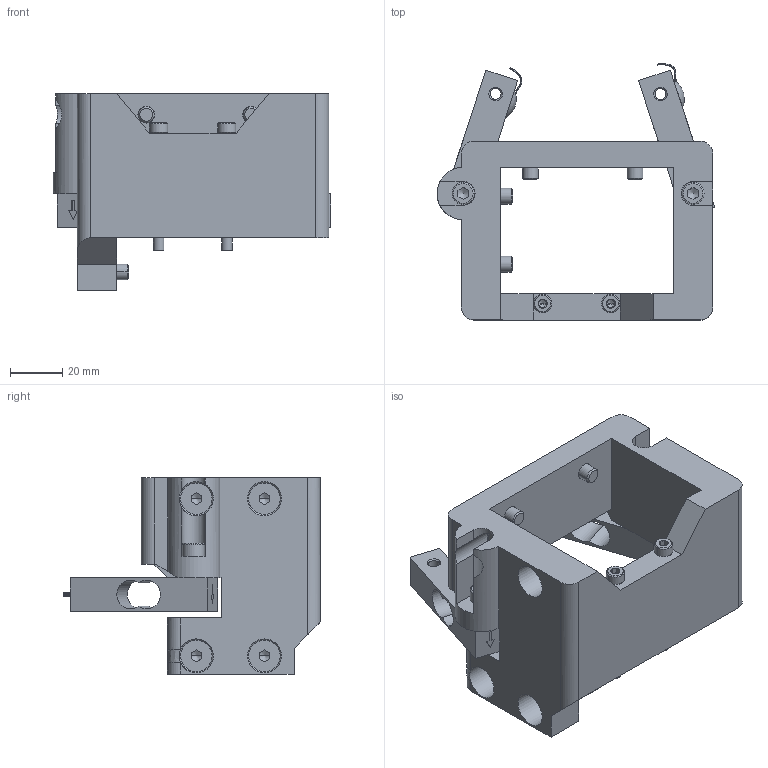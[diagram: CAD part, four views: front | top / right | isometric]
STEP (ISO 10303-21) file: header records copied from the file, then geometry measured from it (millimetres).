
FILE_DESCRIPTION(('FreeCAD Model'),'2;1');
FILE_NAME('Open CASCADE Shape Model','2023-12-29T12:10:30',(''),(''), 'Open CASCADE STEP processor 7.6','FreeCAD','Unknown');
FILE_SCHEMA(('AUTOMOTIVE_DESIGN { 1 0 10303 214 1 1 1 1 }'));
Length unit declared in the file: millimetre
Products named in the file (15): Mod Teknomotor; Druckmesszelle002; Druckmesszelle003; Gesamthalterung gedruckt; DIN 912 - M5 x 0,8 x 16 x 045; schraube_din_7991-m6x10-8_012; schraube_din_7991-m6x10-8_013; schraube_din_7991-m6x10-8_014; schraube_din_7991-m6x10-8_015; DIN 912 M4x45 001; DIN 912 M4x45 002; DIN 912 - M5 x 0,8 x 16 x 046; schraube_din_7991-m6x10-8_016; schraube_din_7991-m6x10-8_017; Body
Assembly tree (14 placements, depth 3):
  Mod Teknomotor
    Druckmesszelle002
    Druckmesszelle003
    Gesamthalterung gedruckt
      DIN 912 - M5 x 0,8 x 16 x 045
      schraube_din_7991-m6x10-8_012
      schraube_din_7991-m6x10-8_013
      schraube_din_7991-m6x10-8_014
      schraube_din_7991-m6x10-8_015
      DIN 912 M4x45 001
      DIN 912 M4x45 002
      DIN 912 - M5 x 0,8 x 16 x 046
      schraube_din_7991-m6x10-8_016
      schraube_din_7991-m6x10-8_017
      Body
Bounding box: 106.06 x 97.89 x 75 mm (x, y, z)
Volume: 163043 mm3; surface area: 51009.5 mm2
Topology: 13 solids, 13 shells, 418 faces, 1010 edges, 618 vertices
Faces by surface type: plane 185, cone 100, cylinder 90, torus 24, bspline 17, sphere 2
Full cylindrical faces by diameter (mm): 0.4 x4, 4.134 x4, 4.5 x2, 5 x2, 5.5 x2, 6.4 x6, 8.5 x2, 13 x6
Entity records: 34487 total; most frequent: CARTESIAN_POINT 14298, DIRECTION 3631, ORIENTED_EDGE 2004, PCURVE 1980, DEFINITIONAL_REPRESENTATION 1980, LINE 1978, VECTOR 1978, EDGE_CURVE 990
